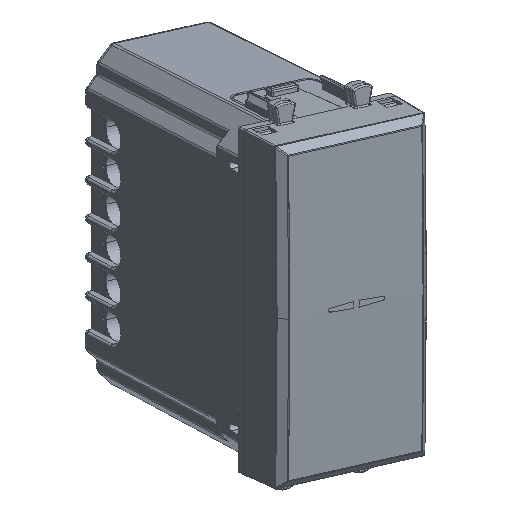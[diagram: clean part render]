
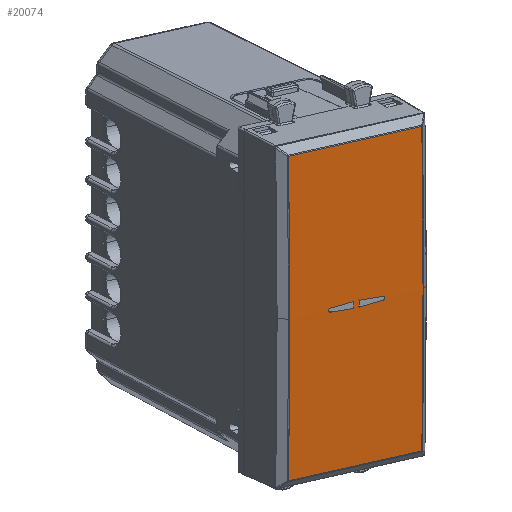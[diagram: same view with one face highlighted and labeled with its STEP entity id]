
A CAD part, top view. The second image highlights one B-rep face of the part: STEP entity #20074.
In plain terms, the highlighted cylindrical face has radius 825.133 mm (diameter 1650.27 mm), a partial arc.
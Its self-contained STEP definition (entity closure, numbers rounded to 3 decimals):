
#19935=CARTESIAN_POINT('Axis2P3D Location',(0.,5.588,-815.858)) ;
#19941=CARTESIAN_POINT('Control Point',(0.,-9.733,9.275)) ;
#19942=CARTESIAN_POINT('Control Point',(7.023,-9.733,9.275)) ;
#19943=CARTESIAN_POINT('Control Point',(14.045,-9.735,9.185)) ;
#19944=CARTESIAN_POINT('Control Point',(21.066,-9.74,9.006)) ;
#19945=CARTESIAN_POINT('Vertex',(0.,-9.733,9.275)) ;
#19947=CARTESIAN_POINT('Vertex',(21.066,-9.74,9.006)) ;
#19950=CARTESIAN_POINT('Line Origine',(21.066,5.588,9.006)) ;
#19954=CARTESIAN_POINT('Vertex',(21.066,9.74,9.006)) ;
#19958=CARTESIAN_POINT('Control Point',(0.,9.733,9.275)) ;
#19959=CARTESIAN_POINT('Control Point',(7.023,9.733,9.275)) ;
#19960=CARTESIAN_POINT('Control Point',(14.045,9.735,9.185)) ;
#19961=CARTESIAN_POINT('Control Point',(21.066,9.74,9.006)) ;
#19962=CARTESIAN_POINT('Vertex',(0.,9.733,9.275)) ;
#19966=CARTESIAN_POINT('Control Point',(0.,9.733,9.275)) ;
#19967=CARTESIAN_POINT('Control Point',(-7.023,9.733,9.275)) ;
#19968=CARTESIAN_POINT('Control Point',(-14.045,9.735,9.185)) ;
#19969=CARTESIAN_POINT('Control Point',(-21.066,9.74,9.006)) ;
#19970=CARTESIAN_POINT('Vertex',(-21.066,9.74,9.006)) ;
#19973=CARTESIAN_POINT('Line Origine',(-21.066,5.588,9.006)) ;
#19977=CARTESIAN_POINT('Vertex',(-21.066,-9.74,9.006)) ;
#19981=CARTESIAN_POINT('Control Point',(0.,-9.733,9.275)) ;
#19982=CARTESIAN_POINT('Control Point',(-7.023,-9.733,9.275)) ;
#19983=CARTESIAN_POINT('Control Point',(-14.045,-9.735,9.185)) ;
#19984=CARTESIAN_POINT('Control Point',(-21.066,-9.74,9.006)) ;
#19995=CARTESIAN_POINT('Control Point',(0.451,0.399,9.275)) ;
#19996=CARTESIAN_POINT('Control Point',(0.15,0.399,9.275)) ;
#19997=CARTESIAN_POINT('Control Point',(-0.152,0.398,9.275)) ;
#19998=CARTESIAN_POINT('Control Point',(-0.453,0.397,9.275)) ;
#19999=CARTESIAN_POINT('Vertex',(0.451,0.399,9.275)) ;
#20001=CARTESIAN_POINT('Vertex',(-0.453,0.397,9.275)) ;
#20005=CARTESIAN_POINT('Control Point',(-0.453,0.397,9.275)) ;
#20006=CARTESIAN_POINT('Control Point',(-0.44,1.559,9.275)) ;
#20007=CARTESIAN_POINT('Control Point',(-0.372,2.721,9.275)) ;
#20008=CARTESIAN_POINT('Control Point',(-0.251,3.876,9.275)) ;
#20009=CARTESIAN_POINT('Vertex',(-0.251,3.876,9.275)) ;
#20013=CARTESIAN_POINT('Control Point',(-0.251,3.876,9.275)) ;
#20014=CARTESIAN_POINT('Control Point',(-0.236,4.023,9.275)) ;
#20015=CARTESIAN_POINT('Control Point',(-0.113,4.164,9.275)) ;
#20016=CARTESIAN_POINT('Control Point',(0.113,4.163,9.275)) ;
#20017=CARTESIAN_POINT('Control Point',(0.235,4.023,9.275)) ;
#20018=CARTESIAN_POINT('Control Point',(0.25,3.876,9.275)) ;
#20019=CARTESIAN_POINT('Vertex',(0.25,3.876,9.275)) ;
#20023=CARTESIAN_POINT('Control Point',(0.451,0.399,9.275)) ;
#20024=CARTESIAN_POINT('Control Point',(0.438,1.561,9.275)) ;
#20025=CARTESIAN_POINT('Control Point',(0.371,2.721,9.275)) ;
#20026=CARTESIAN_POINT('Control Point',(0.25,3.876,9.275)) ;
#20035=CARTESIAN_POINT('Control Point',(0.451,-0.399,9.275)) ;
#20036=CARTESIAN_POINT('Control Point',(0.15,-0.399,9.275)) ;
#20037=CARTESIAN_POINT('Control Point',(-0.152,-0.398,9.275)) ;
#20038=CARTESIAN_POINT('Control Point',(-0.453,-0.397,9.275)) ;
#20039=CARTESIAN_POINT('Vertex',(0.451,-0.399,9.275)) ;
#20041=CARTESIAN_POINT('Vertex',(-0.453,-0.397,9.275)) ;
#20045=CARTESIAN_POINT('Control Point',(0.451,-0.399,9.275)) ;
#20046=CARTESIAN_POINT('Control Point',(0.438,-1.561,9.275)) ;
#20047=CARTESIAN_POINT('Control Point',(0.371,-2.721,9.275)) ;
#20048=CARTESIAN_POINT('Control Point',(0.25,-3.876,9.275)) ;
#20049=CARTESIAN_POINT('Vertex',(0.25,-3.876,9.275)) ;
#20053=CARTESIAN_POINT('Control Point',(-0.251,-3.876,9.275)) ;
#20054=CARTESIAN_POINT('Control Point',(-0.236,-4.023,9.275)) ;
#20055=CARTESIAN_POINT('Control Point',(-0.113,-4.164,9.275)) ;
#20056=CARTESIAN_POINT('Control Point',(0.113,-4.163,9.275)) ;
#20057=CARTESIAN_POINT('Control Point',(0.235,-4.023,9.275)) ;
#20058=CARTESIAN_POINT('Control Point',(0.25,-3.876,9.275)) ;
#20059=CARTESIAN_POINT('Vertex',(-0.251,-3.876,9.275)) ;
#20063=CARTESIAN_POINT('Control Point',(-0.453,-0.397,9.275)) ;
#20064=CARTESIAN_POINT('Control Point',(-0.44,-1.559,9.275)) ;
#20065=CARTESIAN_POINT('Control Point',(-0.372,-2.721,9.275)) ;
#20066=CARTESIAN_POINT('Control Point',(-0.251,-3.876,9.275)) ;
#19936=DIRECTION('Axis2P3D Direction',(0.,1.,-0.)) ;
#19937=DIRECTION('Axis2P3D XDirection',(0.,0.,1.)) ;
#19951=DIRECTION('Vector Direction',(0.,1.,0.)) ;
#19974=DIRECTION('Vector Direction',(0.,1.,0.)) ;
#19938=AXIS2_PLACEMENT_3D('Cylinder Axis2P3D',#19935,#19936,#19937) ;
#19987=ORIENTED_EDGE('',*,*,#19949,.T.) ;
#19988=ORIENTED_EDGE('',*,*,#19956,.T.) ;
#19989=ORIENTED_EDGE('',*,*,#19964,.F.) ;
#19990=ORIENTED_EDGE('',*,*,#19972,.T.) ;
#19991=ORIENTED_EDGE('',*,*,#19979,.F.) ;
#19992=ORIENTED_EDGE('',*,*,#19985,.F.) ;
#20029=ORIENTED_EDGE('',*,*,#20003,.T.) ;
#20030=ORIENTED_EDGE('',*,*,#20011,.T.) ;
#20031=ORIENTED_EDGE('',*,*,#20021,.T.) ;
#20032=ORIENTED_EDGE('',*,*,#20027,.F.) ;
#20069=ORIENTED_EDGE('',*,*,#20043,.F.) ;
#20070=ORIENTED_EDGE('',*,*,#20051,.T.) ;
#20071=ORIENTED_EDGE('',*,*,#20061,.F.) ;
#20072=ORIENTED_EDGE('',*,*,#20067,.F.) ;
#20033=FACE_BOUND('',#20028,.T.) ;
#20073=FACE_BOUND('',#20068,.T.) ;
#19952=VECTOR('Line Direction',#19951,1.) ;
#19975=VECTOR('Line Direction',#19974,1.) ;
#20074=ADVANCED_FACE('PartBody',(#19993,#20033,#20073),#19939,.T.) ;
#19940=B_SPLINE_CURVE_WITH_KNOTS('',3,(#19941,#19942,#19943,#19944),.UNSPECIFIED.,.F.,.U.,(4,4),(7.647,44.121),.UNSPECIFIED.) ;
#19957=B_SPLINE_CURVE_WITH_KNOTS('',3,(#19958,#19959,#19960,#19961),.UNSPECIFIED.,.F.,.U.,(4,4),(7.647,44.121),.UNSPECIFIED.) ;
#19965=B_SPLINE_CURVE_WITH_KNOTS('',3,(#19966,#19967,#19968,#19969),.UNSPECIFIED.,.F.,.U.,(4,4),(7.647,44.121),.UNSPECIFIED.) ;
#19980=B_SPLINE_CURVE_WITH_KNOTS('',3,(#19981,#19982,#19983,#19984),.UNSPECIFIED.,.F.,.U.,(4,4),(7.647,44.121),.UNSPECIFIED.) ;
#19994=B_SPLINE_CURVE_WITH_KNOTS('',3,(#19995,#19996,#19997,#19998),.UNSPECIFIED.,.F.,.U.,(4,4),(0.395,1.673),.UNSPECIFIED.) ;
#20004=B_SPLINE_CURVE_WITH_KNOTS('',3,(#20005,#20006,#20007,#20008),.UNSPECIFIED.,.F.,.U.,(4,4),(0.484,6.522),.UNSPECIFIED.) ;
#20012=B_SPLINE_CURVE_WITH_KNOTS('',5,(#20013,#20014,#20015,#20016,#20017,#20018),.UNSPECIFIED.,.F.,.U.,(6,6),(0.,1.27),.UNSPECIFIED.) ;
#20022=B_SPLINE_CURVE_WITH_KNOTS('',3,(#20023,#20024,#20025,#20026),.UNSPECIFIED.,.F.,.U.,(4,4),(0.481,6.516),.UNSPECIFIED.) ;
#20034=B_SPLINE_CURVE_WITH_KNOTS('',3,(#20035,#20036,#20037,#20038),.UNSPECIFIED.,.F.,.U.,(4,4),(0.395,1.673),.UNSPECIFIED.) ;
#20044=B_SPLINE_CURVE_WITH_KNOTS('',3,(#20045,#20046,#20047,#20048),.UNSPECIFIED.,.F.,.U.,(4,4),(0.481,6.516),.UNSPECIFIED.) ;
#20052=B_SPLINE_CURVE_WITH_KNOTS('',5,(#20053,#20054,#20055,#20056,#20057,#20058),.UNSPECIFIED.,.F.,.U.,(6,6),(0.,1.27),.UNSPECIFIED.) ;
#20062=B_SPLINE_CURVE_WITH_KNOTS('',3,(#20063,#20064,#20065,#20066),.UNSPECIFIED.,.F.,.U.,(4,4),(0.484,6.522),.UNSPECIFIED.) ;
#19939=CYLINDRICAL_SURFACE('generated cylinder',#19938,825.133) ;
#19949=EDGE_CURVE('',#19946,#19948,#19940,.T.) ;
#19956=EDGE_CURVE('',#19948,#19955,#19953,.T.) ;
#19964=EDGE_CURVE('',#19963,#19955,#19957,.T.) ;
#19972=EDGE_CURVE('',#19963,#19971,#19965,.T.) ;
#19979=EDGE_CURVE('',#19978,#19971,#19976,.T.) ;
#19985=EDGE_CURVE('',#19946,#19978,#19980,.T.) ;
#20003=EDGE_CURVE('',#20000,#20002,#19994,.T.) ;
#20011=EDGE_CURVE('',#20002,#20010,#20004,.T.) ;
#20021=EDGE_CURVE('',#20010,#20020,#20012,.T.) ;
#20027=EDGE_CURVE('',#20000,#20020,#20022,.T.) ;
#20043=EDGE_CURVE('',#20040,#20042,#20034,.T.) ;
#20051=EDGE_CURVE('',#20040,#20050,#20044,.T.) ;
#20061=EDGE_CURVE('',#20060,#20050,#20052,.T.) ;
#20067=EDGE_CURVE('',#20042,#20060,#20062,.T.) ;
#19986=EDGE_LOOP('',(#19987,#19988,#19989,#19990,#19991,#19992)) ;
#20028=EDGE_LOOP('',(#20029,#20030,#20031,#20032)) ;
#20068=EDGE_LOOP('',(#20069,#20070,#20071,#20072)) ;
#19993=FACE_OUTER_BOUND('',#19986,.T.) ;
#19953=LINE('Line',#19950,#19952) ;
#19976=LINE('Line',#19973,#19975) ;
#19946=VERTEX_POINT('',#19945) ;
#19948=VERTEX_POINT('',#19947) ;
#19955=VERTEX_POINT('',#19954) ;
#19963=VERTEX_POINT('',#19962) ;
#19971=VERTEX_POINT('',#19970) ;
#19978=VERTEX_POINT('',#19977) ;
#20000=VERTEX_POINT('',#19999) ;
#20002=VERTEX_POINT('',#20001) ;
#20010=VERTEX_POINT('',#20009) ;
#20020=VERTEX_POINT('',#20019) ;
#20040=VERTEX_POINT('',#20039) ;
#20042=VERTEX_POINT('',#20041) ;
#20050=VERTEX_POINT('',#20049) ;
#20060=VERTEX_POINT('',#20059) ;
